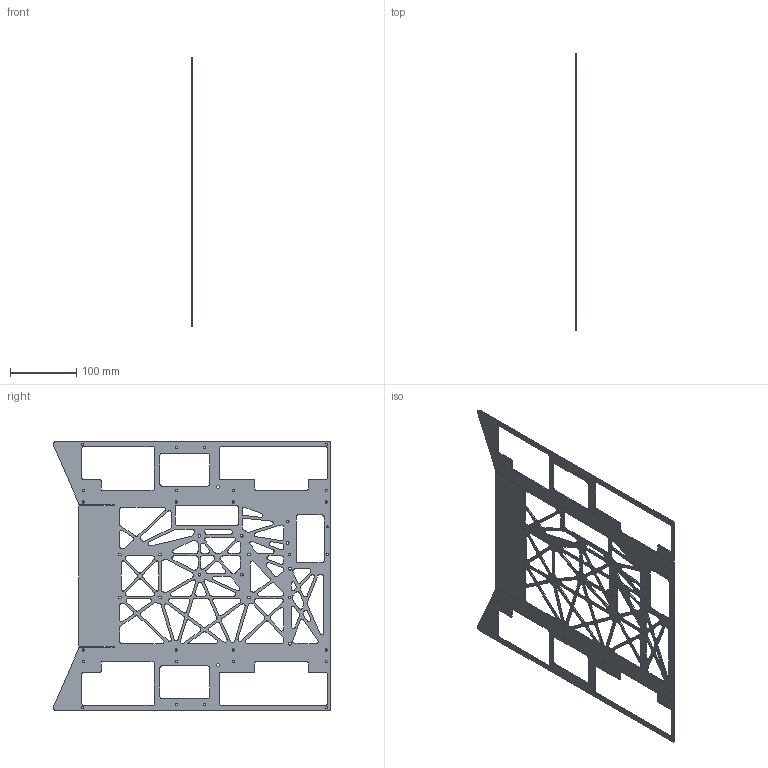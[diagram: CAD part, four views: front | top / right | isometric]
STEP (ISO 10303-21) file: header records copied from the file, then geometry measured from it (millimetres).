
FILE_DESCRIPTION(/* description */ (''),/* implementation_level */ '2;1');
FILE_NAME(/* name */ '',/* time_stamp */ '2025-12-17T17:48:00+03:00',/* author */ ('Phantom'),/* organization */ (''),/* preprocessor_version */ 'ST-DEVELOPER v20.1',/* originating_system */ 'Autodesk Inventor 2026',/* authorisation */ '');
FILE_SCHEMA (('AUTOMOTIVE_DESIGN { 1 0 10303 214 3 1 1 }'));
Length unit declared in the file: millimetre
Products named in the file (1): дно 25-26
Bounding box: 1.5 x 418.18 x 406 mm (x, y, z)
Volume: 115843.1 mm3; surface area: 170414.1 mm2
Topology: 1 solids, 1 shells, 571 faces, 1708 edges, 1145 vertices
Faces by surface type: cylinder 331, plane 240
Full cylindrical faces by diameter (mm): 3 x2, 3.25 x8, 3.7 x1, 4 x2, 4.2 x14
Entity records: 19957 total; most frequent: DIRECTION 3513, CARTESIAN_POINT 3424, ORIENTED_EDGE 3414, EDGE_CURVE 1707, AXIS2_PLACEMENT_3D 1234, VERTEX_POINT 1138, LINE 1045, VECTOR 1045
